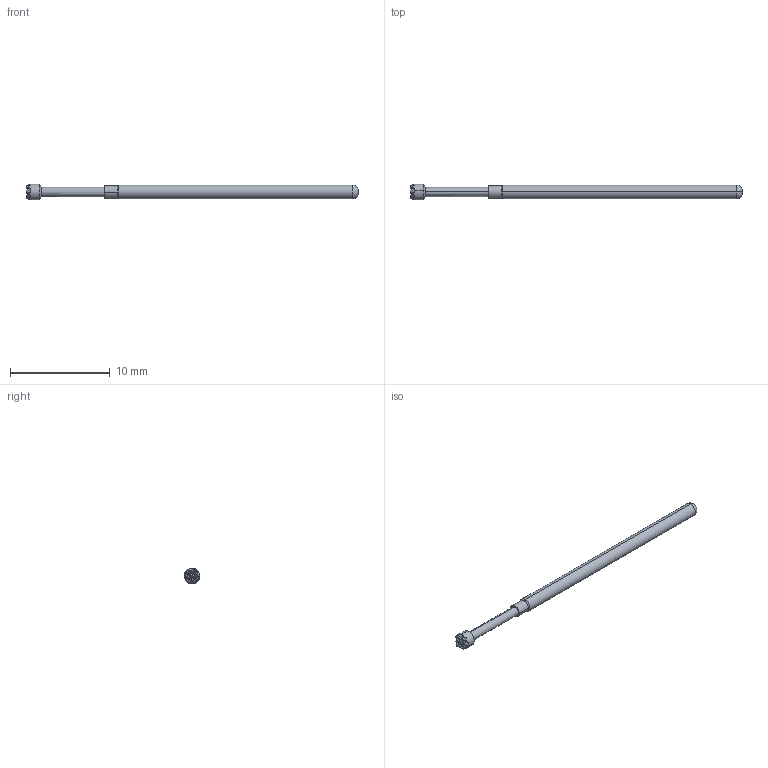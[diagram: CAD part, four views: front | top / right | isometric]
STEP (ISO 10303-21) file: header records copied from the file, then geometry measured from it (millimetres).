
FILE_DESCRIPTION (( 'STEP AP214' ), '1' );
FILE_NAME ('100-PRP2509_-_.STEP', '2016-05-26T12:17:26', ( 'spare' ), ( '' ), 'SwSTEP 2.0', 'SolidWorks 2016', '' );
FILE_SCHEMA (( 'AUTOMOTIVE_DESIGN' ));
Length unit declared in the file: inch
Products named in the file (1): 100-PRP2509_-_
Bounding box: 33.28 x 1.57 x 1.57 mm (x, y, z)
Volume: 43.3 mm3; surface area: 137.9 mm2
Topology: 1 solids, 1 shells, 262 faces, 668 edges, 409 vertices
Faces by surface type: bspline 118, cone 84, plane 32, cylinder 26, torus 2
Entity records: 14008 total; most frequent: CARTESIAN_POINT 5472, ORIENTED_EDGE 1336, DIRECTION 718, EDGE_CURVE 668, VERTEX_POINT 409, B_SPLINE_CURVE_WITH_KNOTS 378, AXIS2_PLACEMENT_3D 323, LENGTH_MEASURE_WITH_UNIT 265
